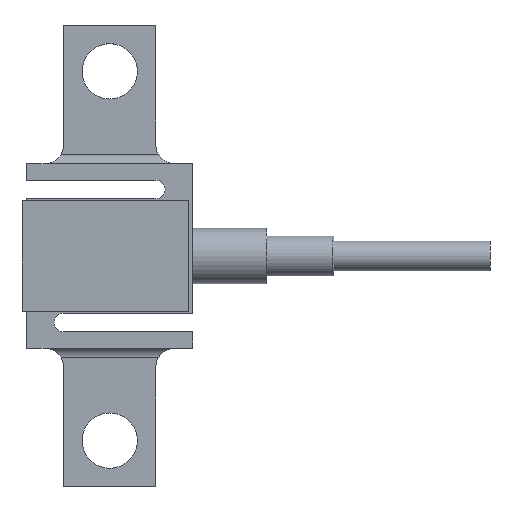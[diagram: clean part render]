
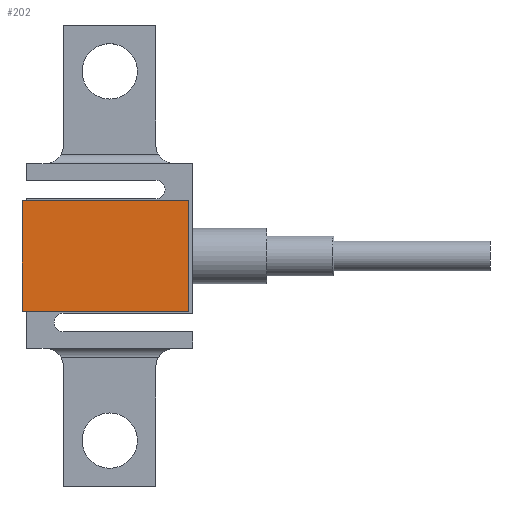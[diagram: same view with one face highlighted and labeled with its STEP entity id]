
A CAD part, top view. The second image highlights one B-rep face of the part: STEP entity #202.
In plain terms, the highlighted face is planar.
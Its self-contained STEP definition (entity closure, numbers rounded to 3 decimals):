
#202 = ADVANCED_FACE( '', ( #388 ), #389, .T. );
#388 = FACE_OUTER_BOUND( '', #604, .T. );
#389 = PLANE( '', #605 );
#604 = EDGE_LOOP( '', ( #850, #851, #852, #853 ) );
#605 = AXIS2_PLACEMENT_3D( '', #854, #855, #856 );
#850 = ORIENTED_EDGE( '', *, *, #1325, .F. );
#851 = ORIENTED_EDGE( '', *, *, #1288, .F. );
#852 = ORIENTED_EDGE( '', *, *, #1326, .T. );
#853 = ORIENTED_EDGE( '', *, *, #1314, .T. );
#854 = CARTESIAN_POINT( '', ( -18., 12., 0. ) );
#855 = DIRECTION( '', ( 0., 0., -1. ) );
#856 = DIRECTION( '', ( -1., 0., 0. ) );
#1288 = EDGE_CURVE( '', #1483, #1479, #1485, .T. );
#1314 = EDGE_CURVE( '', #1531, #1528, #1532, .T. );
#1325 = EDGE_CURVE( '', #1479, #1528, #1549, .T. );
#1326 = EDGE_CURVE( '', #1483, #1531, #1550, .T. );
#1479 = VERTEX_POINT( '', #1760 );
#1483 = VERTEX_POINT( '', #1766 );
#1485 = LINE( '', #1769, #1770 );
#1528 = VERTEX_POINT( '', #1857 );
#1531 = VERTEX_POINT( '', #1861 );
#1532 = LINE( '', #1862, #1863 );
#1549 = LINE( '', #1886, #1887 );
#1550 = LINE( '', #1888, #1889 );
#1760 = CARTESIAN_POINT( '', ( -18., 0., 0. ) );
#1766 = CARTESIAN_POINT( '', ( -18., 12., 0. ) );
#1769 = CARTESIAN_POINT( '', ( -18., 12., 0. ) );
#1770 = VECTOR( '', #2207, 1000. );
#1857 = CARTESIAN_POINT( '', ( 0., 0., 0. ) );
#1861 = CARTESIAN_POINT( '', ( 0., 12., 0. ) );
#1862 = CARTESIAN_POINT( '', ( 0., 12., 0. ) );
#1863 = VECTOR( '', #2238, 1000. );
#1886 = CARTESIAN_POINT( '', ( -18., 0., 0. ) );
#1887 = VECTOR( '', #2248, 1000. );
#1888 = CARTESIAN_POINT( '', ( -18., 12., 0. ) );
#1889 = VECTOR( '', #2249, 1000. );
#2207 = DIRECTION( '', ( 0., -1., 0. ) );
#2238 = DIRECTION( '', ( 0., -1., 0. ) );
#2248 = DIRECTION( '', ( 1., 0., 0. ) );
#2249 = DIRECTION( '', ( 1., 0., 0. ) );
